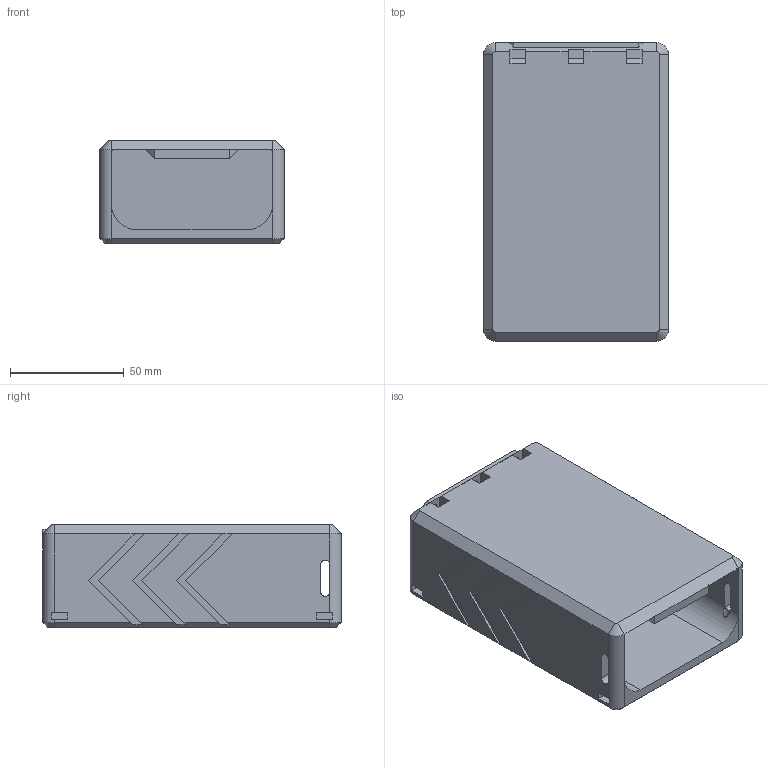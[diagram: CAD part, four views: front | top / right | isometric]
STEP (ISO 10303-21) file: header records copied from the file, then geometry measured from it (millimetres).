
FILE_DESCRIPTION(('STEP AP203'), '1');
FILE_NAME('PowerBay', '', ('UNSPECIFIED'), ('UNSPECIFIED'), 'C3D Converter', 'C3D Toolkit', '');
FILE_SCHEMA(('CONFIG_CONTROL_DESIGN'));
Length unit declared in the file: millimetre
Bounding box: 81 x 131 x 45 mm (x, y, z)
Volume: 176798.9 mm3; surface area: 66267 mm2
Topology: 1 solids, 7 shells, 222 faces, 563 edges, 360 vertices
Faces by surface type: plane 158, cylinder 56, cone 8
Full cylindrical faces by diameter (mm): 3 x12
Entity records: 7013 total; most frequent: CARTESIAN_POINT 1576, DIRECTION 1105, ORIENTED_EDGE 1102, EDGE_CURVE 551, LINE 411, VECTOR 411, VERTEX_POINT 360, AXIS2_PLACEMENT_3D 347
